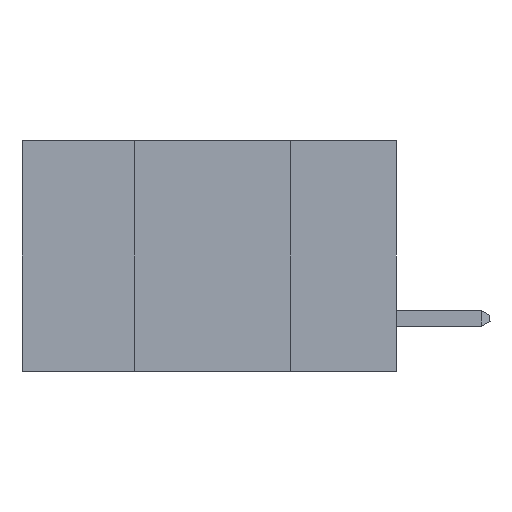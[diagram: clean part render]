
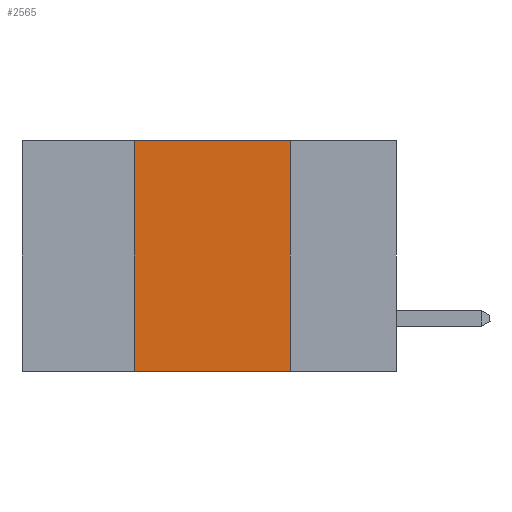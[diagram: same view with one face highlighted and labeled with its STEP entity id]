
A CAD part, left-side view. The second image highlights one B-rep face of the part: STEP entity #2565.
In plain terms, the highlighted planar face has unit normal (-1, 0, 0).
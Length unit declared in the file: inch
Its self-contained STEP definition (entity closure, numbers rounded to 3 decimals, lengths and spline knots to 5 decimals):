
#1541 = EDGE_CURVE ( 'NONE', #8668, #16267, #5879, .T. ) ;
#1673 = CARTESIAN_POINT ( 'NONE',  ( 0., 0.17, -0.37 ) ) ;
#2035 = DIRECTION ( 'NONE',  ( 0., 0., -1. ) ) ;
#2530 = ORIENTED_EDGE ( 'NONE', *, *, #11435, .F. ) ;
#2550 = VECTOR ( 'NONE', #14321, 39.37008 ) ;
#2565 = ADVANCED_FACE ( 'NONE', ( #14252 ), #9584, .F. ) ;
#2732 = VECTOR ( 'NONE', #9882, 39.37008 ) ;
#2966 = LINE ( 'NONE', #12530, #2550 ) ;
#3216 = VECTOR ( 'NONE', #2035, 39.37008 ) ;
#3283 = CARTESIAN_POINT ( 'NONE',  ( 0., 0.17, 0. ) ) ;
#4291 = DIRECTION ( 'NONE',  ( 0., -1., 0. ) ) ;
#4977 = EDGE_LOOP ( 'NONE', ( #10792, #8122, #2530, #10297 ) ) ;
#5879 = LINE ( 'NONE', #16709, #13651 ) ;
#6372 = LINE ( 'NONE', #16919, #2732 ) ;
#6578 = CARTESIAN_POINT ( 'NONE',  ( 0., 0.17, 0. ) ) ;
#7020 = EDGE_CURVE ( 'NONE', #15593, #16267, #7976, .T. ) ;
#7653 = AXIS2_PLACEMENT_3D ( 'NONE', #8264, #13732, #13508 ) ;
#7976 = LINE ( 'NONE', #3283, #3216 ) ;
#8122 = ORIENTED_EDGE ( 'NONE', *, *, #10877, .F. ) ;
#8264 = CARTESIAN_POINT ( 'NONE',  ( 0., 0.6, 0. ) ) ;
#8668 = VERTEX_POINT ( 'NONE', #15621 ) ;
#9279 = VERTEX_POINT ( 'NONE', #16024 ) ;
#9584 = PLANE ( 'NONE',  #7653 ) ;
#9882 = DIRECTION ( 'NONE',  ( 0., 0., 1. ) ) ;
#10297 = ORIENTED_EDGE ( 'NONE', *, *, #1541, .T. ) ;
#10792 = ORIENTED_EDGE ( 'NONE', *, *, #7020, .F. ) ;
#10877 = EDGE_CURVE ( 'NONE', #9279, #15593, #2966, .T. ) ;
#11435 = EDGE_CURVE ( 'NONE', #8668, #9279, #6372, .T. ) ;
#12530 = CARTESIAN_POINT ( 'NONE',  ( 0., 0.6, 0. ) ) ;
#13508 = DIRECTION ( 'NONE',  ( 0., 0., -1. ) ) ;
#13651 = VECTOR ( 'NONE', #4291, 39.37008 ) ;
#13732 = DIRECTION ( 'NONE',  ( 1., 0., 0. ) ) ;
#14252 = FACE_OUTER_BOUND ( 'NONE', #4977, .T. ) ;
#14321 = DIRECTION ( 'NONE',  ( 0., -1., 0. ) ) ;
#15593 = VERTEX_POINT ( 'NONE', #6578 ) ;
#15621 = CARTESIAN_POINT ( 'NONE',  ( 0., 0.42, -0.37 ) ) ;
#16024 = CARTESIAN_POINT ( 'NONE',  ( 0., 0.42, 0. ) ) ;
#16267 = VERTEX_POINT ( 'NONE', #1673 ) ;
#16709 = CARTESIAN_POINT ( 'NONE',  ( 0., 0.6, -0.37 ) ) ;
#16919 = CARTESIAN_POINT ( 'NONE',  ( 0., 0.42, 0. ) ) ;
